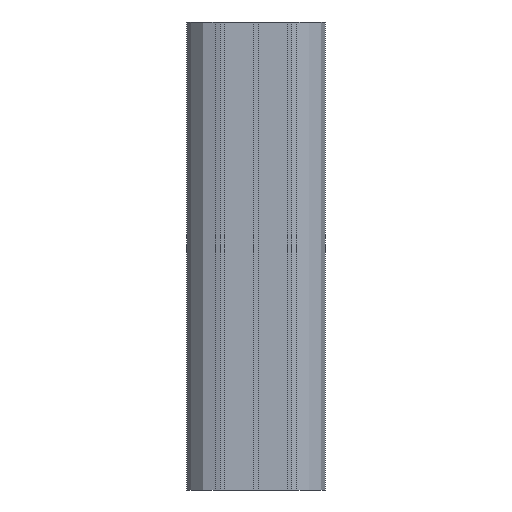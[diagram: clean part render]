
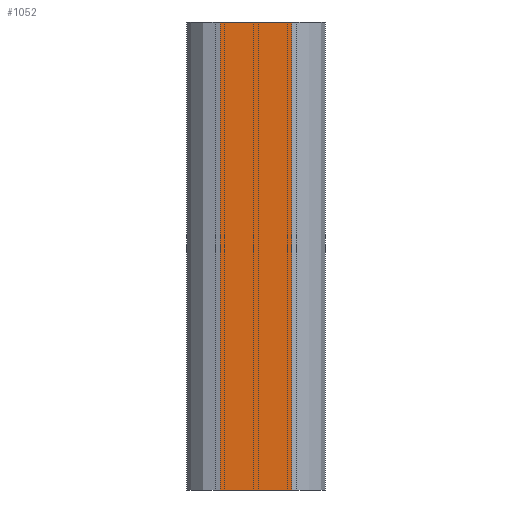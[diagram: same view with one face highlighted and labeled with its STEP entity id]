
A CAD part, left-side view. The second image highlights one B-rep face of the part: STEP entity #1052.
In plain terms, the highlighted planar face has unit normal (-1, 0, 0).
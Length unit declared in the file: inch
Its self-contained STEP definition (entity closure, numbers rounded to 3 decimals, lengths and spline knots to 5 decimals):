
#126=FACE_OUTER_BOUND('',#180,.T.);
#180=EDGE_LOOP('',(#821,#822,#823,#824));
#270=LINE('',#1707,#378);
#274=LINE('',#1719,#382);
#275=LINE('',#1720,#383);
#276=LINE('',#1721,#384);
#378=VECTOR('',#1388,1.);
#382=VECTOR('',#1400,1.);
#383=VECTOR('',#1401,0.152);
#384=VECTOR('',#1402,0.152);
#487=VERTEX_POINT('',#1705);
#488=VERTEX_POINT('',#1706);
#491=VERTEX_POINT('',#1717);
#492=VERTEX_POINT('',#1718);
#624=EDGE_CURVE('',#487,#488,#270,.T.);
#630=EDGE_CURVE('',#491,#492,#274,.T.);
#631=EDGE_CURVE('',#491,#487,#275,.T.);
#632=EDGE_CURVE('',#492,#488,#276,.T.);
#821=ORIENTED_EDGE('',*,*,#630,.F.);
#822=ORIENTED_EDGE('',*,*,#631,.T.);
#823=ORIENTED_EDGE('',*,*,#624,.T.);
#824=ORIENTED_EDGE('',*,*,#632,.F.);
#1004=PLANE('',#1144);
#1052=ADVANCED_FACE('',(#126),#1004,.F.);
#1144=AXIS2_PLACEMENT_3D('',#1716,#1398,#1399);
#1388=DIRECTION('',(0.,0.,1.));
#1398=DIRECTION('center_axis',(1.,0.,0.));
#1399=DIRECTION('ref_axis',(0.,1.,0.));
#1400=DIRECTION('',(0.,0.,1.));
#1401=DIRECTION('',(0.,-1.,0.));
#1402=DIRECTION('',(0.,-1.,0.));
#1705=CARTESIAN_POINT('',(-0.8125,-0.081,0.));
#1706=CARTESIAN_POINT('',(-0.8125,-0.081,1.));
#1707=CARTESIAN_POINT('',(-0.8125,-0.081,0.));
#1716=CARTESIAN_POINT('Origin',(-0.8125,0.071,0.));
#1717=CARTESIAN_POINT('',(-0.8125,0.071,0.));
#1718=CARTESIAN_POINT('',(-0.8125,0.071,1.));
#1719=CARTESIAN_POINT('',(-0.8125,0.071,0.));
#1720=CARTESIAN_POINT('',(-0.8125,0.071,0.));
#1721=CARTESIAN_POINT('',(-0.8125,0.071,1.));
